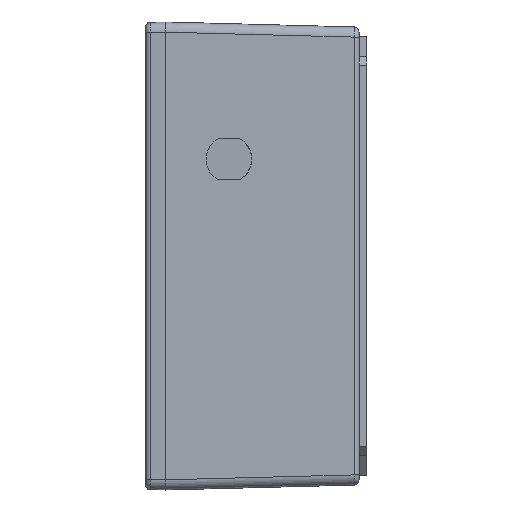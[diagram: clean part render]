
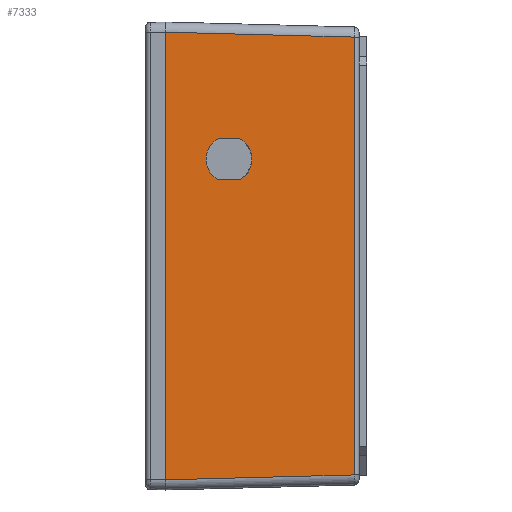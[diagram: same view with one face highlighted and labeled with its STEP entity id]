
A CAD part, left-side view. The second image highlights one B-rep face of the part: STEP entity #7333.
In plain terms, the highlighted face is planar.
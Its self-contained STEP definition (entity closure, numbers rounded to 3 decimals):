
#186=FACE_BOUND('',#1400,.T.);
#599=PLANE('',#7866);
#931=FACE_OUTER_BOUND('',#1399,.T.);
#1399=EDGE_LOOP('',(#6221,#6222,#6223,#6224));
#1400=EDGE_LOOP('',(#6225,#6226,#6227,#6228));
#1578=LINE('',#10013,#2224);
#1582=LINE('',#10023,#2228);
#2010=LINE('',#12190,#2656);
#2018=LINE('',#12226,#2664);
#2019=LINE('',#12229,#2665);
#2025=LINE('',#12349,#2671);
#2224=VECTOR('',#8161,10.);
#2228=VECTOR('',#8173,10.);
#2656=VECTOR('',#9189,88.001);
#2664=VECTOR('',#9223,86.062);
#2665=VECTOR('',#9228,37.052);
#2671=VECTOR('',#9254,37.052);
#2870=CIRCLE('',#7538,4.525);
#2872=CIRCLE('',#7542,4.525);
#3095=VERTEX_POINT('',#10004);
#3096=VERTEX_POINT('',#10006);
#3098=VERTEX_POINT('',#10012);
#3100=VERTEX_POINT('',#10018);
#3520=VERTEX_POINT('',#12187);
#3521=VERTEX_POINT('',#12189);
#3535=VERTEX_POINT('',#12222);
#3536=VERTEX_POINT('',#12224);
#3783=EDGE_CURVE('',#3096,#3095,#2870,.T.);
#3786=EDGE_CURVE('',#3098,#3096,#1578,.T.);
#3789=EDGE_CURVE('',#3100,#3098,#2872,.T.);
#3792=EDGE_CURVE('',#3095,#3100,#1582,.T.);
#4436=EDGE_CURVE('',#3521,#3520,#2010,.T.);
#4454=EDGE_CURVE('',#3536,#3535,#2018,.T.);
#4456=EDGE_CURVE('',#3535,#3520,#2019,.T.);
#4469=EDGE_CURVE('',#3521,#3536,#2025,.T.);
#6221=ORIENTED_EDGE('',*,*,#4456,.F.);
#6222=ORIENTED_EDGE('',*,*,#4454,.F.);
#6223=ORIENTED_EDGE('',*,*,#4469,.F.);
#6224=ORIENTED_EDGE('',*,*,#4436,.T.);
#6225=ORIENTED_EDGE('',*,*,#3789,.T.);
#6226=ORIENTED_EDGE('',*,*,#3786,.T.);
#6227=ORIENTED_EDGE('',*,*,#3783,.T.);
#6228=ORIENTED_EDGE('',*,*,#3792,.T.);
#7333=ADVANCED_FACE('',(#931,#186),#599,.T.);
#7538=AXIS2_PLACEMENT_3D('',#10007,#8155,#8156);
#7542=AXIS2_PLACEMENT_3D('',#10019,#8167,#8168);
#7866=AXIS2_PLACEMENT_3D('',#12356,#9264,#9265);
#8155=DIRECTION('center_axis',(1.,0.,0.026));
#8156=DIRECTION('ref_axis',(0.026,0.,-1.));
#8161=DIRECTION('',(0.026,0.,-1.));
#8167=DIRECTION('center_axis',(1.,0.,0.026));
#8168=DIRECTION('ref_axis',(0.026,0.,-1.));
#8173=DIRECTION('',(-0.026,0.,1.));
#9189=DIRECTION('',(0.,1.,0.));
#9223=DIRECTION('',(0.,1.,0.));
#9228=DIRECTION('',(-0.026,0.026,0.999));
#9254=DIRECTION('',(0.026,0.026,-0.999));
#9264=DIRECTION('center_axis',(-1.,0.,-0.026));
#9265=DIRECTION('ref_axis',(0.,1.,0.));
#10004=CARTESIAN_POINT('',(-45.621,-15.,-14.46));
#10006=CARTESIAN_POINT('',(-45.621,-23.1,-14.46));
#10007=CARTESIAN_POINT('Origin',(-45.674,-19.05,-12.442));
#10012=CARTESIAN_POINT('',(-45.727,-23.1,-10.425));
#10013=CARTESIAN_POINT('',(-45.864,-23.1,-5.212));
#10018=CARTESIAN_POINT('',(-45.727,-15.,-10.425));
#10019=CARTESIAN_POINT('Origin',(-45.674,-19.05,-12.442));
#10023=CARTESIAN_POINT('',(-45.811,-15.,-7.23));
#12187=CARTESIAN_POINT('',(-46.,44.001,0.));
#12189=CARTESIAN_POINT('',(-46.,-44.001,0.));
#12190=CARTESIAN_POINT('',(-46.,-46.,0.));
#12222=CARTESIAN_POINT('',(-45.03,43.031,-37.026));
#12224=CARTESIAN_POINT('',(-45.03,-43.031,-37.026));
#12226=CARTESIAN_POINT('',(-45.03,23.,-37.026));
#12229=CARTESIAN_POINT('',(-45.97,43.971,-1.151));
#12349=CARTESIAN_POINT('',(-45.97,-43.971,-1.151));
#12356=CARTESIAN_POINT('Origin',(-46.,46.,0.));
